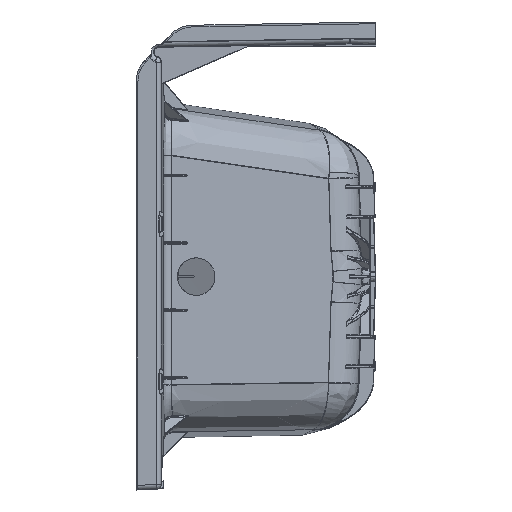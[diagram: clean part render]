
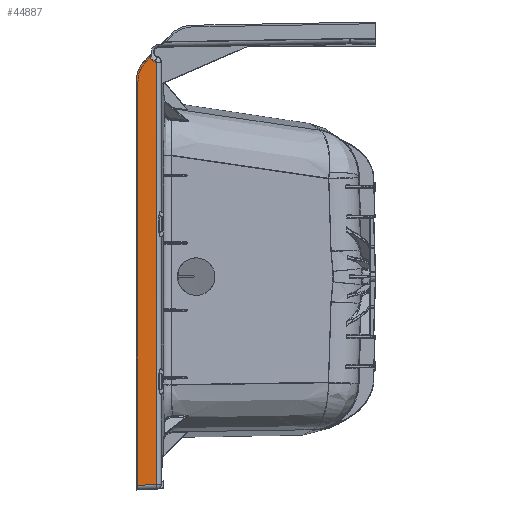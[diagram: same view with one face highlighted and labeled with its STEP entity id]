
A CAD part, left-side view. The second image highlights one B-rep face of the part: STEP entity #44887.
In plain terms, the highlighted planar face has unit normal (-1, 0, 0).
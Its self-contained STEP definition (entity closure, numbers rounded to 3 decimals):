
#1455 = EDGE_CURVE ( 'NONE', #294369, #87981, #423457, .T. ) ;
#7500 = ORIENTED_EDGE ( 'NONE', *, *, #475849, .F. ) ;
#26854 = EDGE_CURVE ( 'NONE', #103614, #87981, #130171, .T. ) ;
#28728 = PLANE ( 'NONE',  #477012 ) ;
#37122 = VECTOR ( 'NONE', #108133, 39.37 ) ;
#44887 = ADVANCED_FACE ( 'NONE', ( #438809 ), #28728, .T. ) ;
#58616 = CARTESIAN_POINT ( 'NONE',  ( -8.5, 14.114, 14.636 ) ) ;
#61076 = CARTESIAN_POINT ( 'NONE',  ( -8.5, 14.043, 14.547 ) ) ;
#64955 = VECTOR ( 'NONE', #431802, 39.37 ) ;
#65431 = CARTESIAN_POINT ( 'NONE',  ( -8.5, 13.727, 14.294 ) ) ;
#65714 = LINE ( 'NONE', #184125, #479982 ) ;
#66137 = VERTEX_POINT ( 'NONE', #232938 ) ;
#67892 = CARTESIAN_POINT ( 'NONE',  ( -8.5, 13.761, 14.368 ) ) ;
#70301 = CARTESIAN_POINT ( 'NONE',  ( -8.5, 13.774, 14.377 ) ) ;
#85047 = CARTESIAN_POINT ( 'NONE',  ( -8.5, 13.792, 14.385 ) ) ;
#87981 = VERTEX_POINT ( 'NONE', #195883 ) ;
#90838 = CARTESIAN_POINT ( 'NONE',  ( -8.5, 13.792, 14.385 ) ) ;
#95700 = CARTESIAN_POINT ( 'NONE',  ( -8.5, 14.092, 14.605 ) ) ;
#98164 = CARTESIAN_POINT ( 'NONE',  ( -8.5, 13.813, 14.393 ) ) ;
#100058 = B_SPLINE_CURVE_WITH_KNOTS ( 'NONE', 3,
 ( #90838, #98164, #248724, #315531, #362385, #471108, #399457, #394565, #243832, #172194, #61076, #357495, #95700, #211723, #352626, #322846, #58616, #174612, #201960, #466248 ),
 .UNSPECIFIED., .F., .F.,
 ( 4, 1, 1, 1, 2, 2, 2, 1, 1, 1, 2, 2, 4 ),
 ( 0., 0.125, 0.188, 0.219, 0.234, 0.25, 0.5, 0.625, 0.688, 0.719, 0.734, 0.75, 1. ),
 .UNSPECIFIED. ) ;
#102506 = CARTESIAN_POINT ( 'NONE',  ( -8.5, 13.727, 14.304 ) ) ;
#103614 = VERTEX_POINT ( 'NONE', #85047 ) ;
#107384 = CARTESIAN_POINT ( 'NONE',  ( -8.5, 13.729, 14.313 ) ) ;
#108133 = DIRECTION ( 'NONE',  ( 0., 0.999, -0.035 ) ) ;
#111750 = EDGE_CURVE ( 'NONE', #103614, #483102, #100058, .T. ) ;
#130171 = B_SPLINE_CURVE_WITH_KNOTS ( 'NONE', 3,
 ( #357022, #169273, #139541, #70301, #403799, #67892, #257966, #134668, #482740, #220919, #435998, #181433, #364333, #371603, #292594, #107384, #102506, #65431 ),
 .UNSPECIFIED., .F., .F.,
 ( 4, 2, 2, 2, 2, 2, 2, 2, 4 ),
 ( 0., 0.125, 0.25, 0.375, 0.5, 0.625, 0.688, 0.75, 1. ),
 .UNSPECIFIED. ) ;
#130502 = CARTESIAN_POINT ( 'NONE',  ( -8.5, 15.076, -14.285 ) ) ;
#134668 = CARTESIAN_POINT ( 'NONE',  ( -8.5, 13.751, 14.357 ) ) ;
#137463 = DIRECTION ( 'NONE',  ( -1., 0., 0. ) ) ;
#139541 = CARTESIAN_POINT ( 'NONE',  ( -8.5, 13.782, 14.381 ) ) ;
#142244 = DIRECTION ( 'NONE',  ( 0., -0.707, 0.707 ) ) ;
#156722 = CARTESIAN_POINT ( 'NONE',  ( -8.5, 13.727, -14.285 ) ) ;
#159489 = CARTESIAN_POINT ( 'NONE',  ( -8.5, 15.076, -13.937 ) ) ;
#162362 = CARTESIAN_POINT ( 'NONE',  ( -8.5, 13.727, -13.89 ) ) ;
#169273 = CARTESIAN_POINT ( 'NONE',  ( -8.5, 13.787, 14.383 ) ) ;
#172194 = CARTESIAN_POINT ( 'NONE',  ( -8.5, 13.992, 14.498 ) ) ;
#174612 = CARTESIAN_POINT ( 'NONE',  ( -8.5, 14.141, 14.676 ) ) ;
#181433 = CARTESIAN_POINT ( 'NONE',  ( -8.5, 13.736, 14.335 ) ) ;
#184125 = CARTESIAN_POINT ( 'NONE',  ( -8.5, 15.755, 13.183 ) ) ;
#193946 = CARTESIAN_POINT ( 'NONE',  ( -8.5, 15.076, 13.571 ) ) ;
#195883 = CARTESIAN_POINT ( 'NONE',  ( -8.5, 13.727, 14.294 ) ) ;
#200769 = VECTOR ( 'NONE', #304971, 39.37 ) ;
#201960 = CARTESIAN_POINT ( 'NONE',  ( -8.5, 14.163, 14.717 ) ) ;
#211723 = CARTESIAN_POINT ( 'NONE',  ( -8.5, 14.104, 14.621 ) ) ;
#213092 = EDGE_LOOP ( 'NONE', ( #485258, #332217, #367150, #354421, #7500, #386689, #450397 ) ) ;
#220919 = CARTESIAN_POINT ( 'NONE',  ( -8.5, 13.742, 14.345 ) ) ;
#223723 = CARTESIAN_POINT ( 'NONE',  ( -8.5, 15.076, 13.033 ) ) ;
#232938 = CARTESIAN_POINT ( 'NONE',  ( -8.5, 15.076, 13.033 ) ) ;
#236695 = LINE ( 'NONE', #130502, #64955 ) ;
#243832 = CARTESIAN_POINT ( 'NONE',  ( -8.5, 13.955, 14.469 ) ) ;
#248724 = CARTESIAN_POINT ( 'NONE',  ( -8.5, 13.845, 14.406 ) ) ;
#255892 = DIRECTION ( 'NONE',  ( 0., 0., -1. ) ) ;
#257966 = CARTESIAN_POINT ( 'NONE',  ( -8.5, 13.758, 14.365 ) ) ;
#260755 = CARTESIAN_POINT ( 'NONE',  ( -8.5, 14.489, 14.45 ) ) ;
#292594 = CARTESIAN_POINT ( 'NONE',  ( -8.5, 13.732, 14.325 ) ) ;
#294369 = VERTEX_POINT ( 'NONE', #162362 ) ;
#297820 = CARTESIAN_POINT ( 'NONE',  ( -8.5, -0.928, -14.285 ) ) ;
#304971 = DIRECTION ( 'NONE',  ( 0., 0., 1. ) ) ;
#315531 = CARTESIAN_POINT ( 'NONE',  ( -8.5, 13.881, 14.424 ) ) ;
#322846 = CARTESIAN_POINT ( 'NONE',  ( -8.5, 14.113, 14.633 ) ) ;
#332217 = ORIENTED_EDGE ( 'NONE', *, *, #480621, .F. ) ;
#335264 = LINE ( 'NONE', #409413, #37122 ) ;
#339696 = CARTESIAN_POINT ( 'NONE',  ( -8.5, 14.87, 14.069 ) ) ;
#342049 = VERTEX_POINT ( 'NONE', #365168 ) ;
#351175 = EDGE_CURVE ( 'NONE', #392288, #66137, #236695, .T. ) ;
#352626 = CARTESIAN_POINT ( 'NONE',  ( -8.5, 14.109, 14.628 ) ) ;
#354421 = ORIENTED_EDGE ( 'NONE', *, *, #351175, .F. ) ;
#357022 = CARTESIAN_POINT ( 'NONE',  ( -8.5, 13.792, 14.385 ) ) ;
#357495 = CARTESIAN_POINT ( 'NONE',  ( -8.5, 14.067, 14.573 ) ) ;
#362385 = CARTESIAN_POINT ( 'NONE',  ( -8.5, 13.898, 14.434 ) ) ;
#364333 = CARTESIAN_POINT ( 'NONE',  ( -8.5, 13.735, 14.332 ) ) ;
#365168 = CARTESIAN_POINT ( 'NONE',  ( -8.5, 14.489, 14.45 ) ) ;
#367150 = ORIENTED_EDGE ( 'NONE', *, *, #415002, .F. ) ;
#371603 = CARTESIAN_POINT ( 'NONE',  ( -8.5, 13.733, 14.328 ) ) ;
#386689 = ORIENTED_EDGE ( 'NONE', *, *, #1455, .T. ) ;
#392288 = VERTEX_POINT ( 'NONE', #159489 ) ;
#394565 = CARTESIAN_POINT ( 'NONE',  ( -8.5, 13.913, 14.443 ) ) ;
#399457 = CARTESIAN_POINT ( 'NONE',  ( -8.5, 13.91, 14.441 ) ) ;
#403799 = CARTESIAN_POINT ( 'NONE',  ( -8.5, 13.769, 14.374 ) ) ;
#408193 = CARTESIAN_POINT ( 'NONE',  ( -8.5, 14.179, 14.76 ) ) ;
#409413 = CARTESIAN_POINT ( 'NONE',  ( -8.5, 13.727, -13.89 ) ) ;
#415002 = EDGE_CURVE ( 'NONE', #66137, #342049, #485222, .T. ) ;
#423457 = LINE ( 'NONE', #156722, #200769 ) ;
#431802 = DIRECTION ( 'NONE',  ( 0., 0., 1. ) ) ;
#435998 = CARTESIAN_POINT ( 'NONE',  ( -8.5, 13.739, 14.341 ) ) ;
#438809 = FACE_OUTER_BOUND ( 'NONE', #213092, .T. ) ;
#450397 = ORIENTED_EDGE ( 'NONE', *, *, #26854, .F. ) ;
#466248 = CARTESIAN_POINT ( 'NONE',  ( -8.5, 14.179, 14.76 ) ) ;
#471108 = CARTESIAN_POINT ( 'NONE',  ( -8.5, 13.905, 14.438 ) ) ;
#475849 = EDGE_CURVE ( 'NONE', #294369, #392288, #335264, .T. ) ;
#477012 = AXIS2_PLACEMENT_3D ( 'NONE', #297820, #137463, #255892 ) ;
#479982 = VECTOR ( 'NONE', #142244, 39.37 ) ;
#480621 = EDGE_CURVE ( 'NONE', #342049, #483102, #65714, .T. ) ;
#482740 = CARTESIAN_POINT ( 'NONE',  ( -8.5, 13.748, 14.354 ) ) ;
#483102 = VERTEX_POINT ( 'NONE', #408193 ) ;
#485222 =( BOUNDED_CURVE ( )  B_SPLINE_CURVE ( 3, ( #223723, #193946, #339696, #260755 ),
 .UNSPECIFIED., .F., .F. ) 
 B_SPLINE_CURVE_WITH_KNOTS ( ( 4, 4 ),
 ( 0.785, 1.571 ),
 .UNSPECIFIED. ) 
 CURVE ( )  GEOMETRIC_REPRESENTATION_ITEM ( )  RATIONAL_B_SPLINE_CURVE ( ( 1., 0.949, 0.949, 1. ) ) 
 REPRESENTATION_ITEM ( '' )  );
#485258 = ORIENTED_EDGE ( 'NONE', *, *, #111750, .T. ) ;
